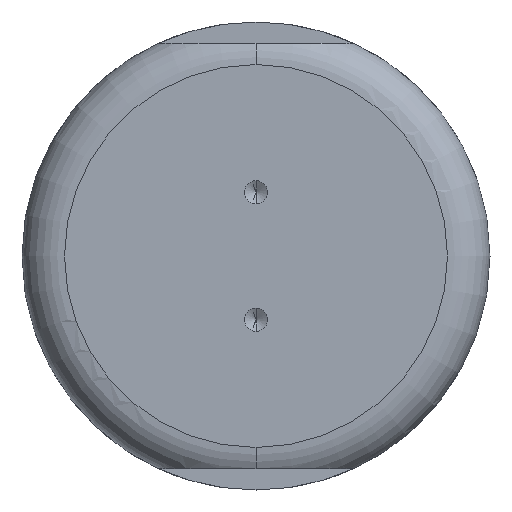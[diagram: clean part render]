
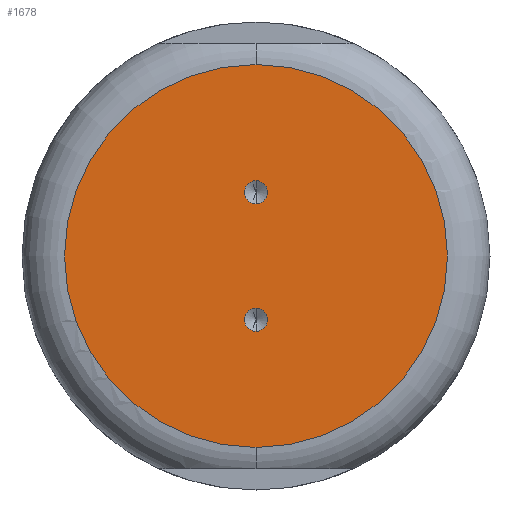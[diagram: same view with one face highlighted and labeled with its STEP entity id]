
A CAD part, front view. The second image highlights one B-rep face of the part: STEP entity #1678.
In plain terms, the highlighted planar face has unit normal (0, -1, 0).
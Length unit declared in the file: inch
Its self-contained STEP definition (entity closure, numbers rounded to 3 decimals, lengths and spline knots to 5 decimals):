
#7 = DIRECTION ( 'NONE',  ( 0., 0., -1. ) ) ;
#139 = CIRCLE ( 'NONE', #610, 1.125 ) ;
#140 = CARTESIAN_POINT ( 'NONE',  ( 0., 0., -0.307 ) ) ;
#239 = EDGE_CURVE ( 'NONE', #2400, #2287, #356, .T. ) ;
#295 = AXIS2_PLACEMENT_3D ( 'NONE', #2590, #1585, #7 ) ;
#314 = CARTESIAN_POINT ( 'NONE',  ( 0., 0., 1.125 ) ) ;
#322 = FACE_BOUND ( 'NONE', #1636, .T. ) ;
#329 = PLANE ( 'NONE',  #1731 ) ;
#333 = DIRECTION ( 'NONE',  ( 0., 0., -1. ) ) ;
#356 = CIRCLE ( 'NONE', #1512, 1.125 ) ;
#382 = EDGE_LOOP ( 'NONE', ( #723, #941 ) ) ;
#401 = DIRECTION ( 'NONE',  ( 0., 0., -1. ) ) ;
#422 = CARTESIAN_POINT ( 'NONE',  ( 0., 0., 0.375 ) ) ;
#459 = CARTESIAN_POINT ( 'NONE',  ( 0., 0., 0. ) ) ;
#527 = CARTESIAN_POINT ( 'NONE',  ( 0., 0., 0.443 ) ) ;
#563 = EDGE_CURVE ( 'NONE', #1350, #2363, #2583, .T. ) ;
#610 = AXIS2_PLACEMENT_3D ( 'NONE', #1769, #1549, #333 ) ;
#723 = ORIENTED_EDGE ( 'NONE', *, *, #563, .F. ) ;
#766 = AXIS2_PLACEMENT_3D ( 'NONE', #1783, #2002, #1804 ) ;
#941 = ORIENTED_EDGE ( 'NONE', *, *, #1398, .F. ) ;
#993 = CARTESIAN_POINT ( 'NONE',  ( 0., 0., -0.375 ) ) ;
#1105 = CARTESIAN_POINT ( 'NONE',  ( 0., 0., -0.443 ) ) ;
#1154 = DIRECTION ( 'NONE',  ( 0., 0., -1. ) ) ;
#1192 = DIRECTION ( 'NONE',  ( 0., -1., 0. ) ) ;
#1280 = VERTEX_POINT ( 'NONE', #527 ) ;
#1350 = VERTEX_POINT ( 'NONE', #1105 ) ;
#1398 = EDGE_CURVE ( 'NONE', #2363, #1350, #1692, .T. ) ;
#1512 = AXIS2_PLACEMENT_3D ( 'NONE', #459, #2065, #2264 ) ;
#1549 = DIRECTION ( 'NONE',  ( 0., -1., 0. ) ) ;
#1585 = DIRECTION ( 'NONE',  ( 0., -1., 0. ) ) ;
#1606 = ORIENTED_EDGE ( 'NONE', *, *, #1935, .F. ) ;
#1636 = EDGE_LOOP ( 'NONE', ( #2426, #1606 ) ) ;
#1678 = ADVANCED_FACE ( 'NONE', ( #322, #2291, #2224 ), #329, .T. ) ;
#1692 = CIRCLE ( 'NONE', #295, 0.068 ) ;
#1717 = VERTEX_POINT ( 'NONE', #1929 ) ;
#1731 = AXIS2_PLACEMENT_3D ( 'NONE', #2124, #2301, #2531 ) ;
#1769 = CARTESIAN_POINT ( 'NONE',  ( 0., 0., 0. ) ) ;
#1774 = EDGE_CURVE ( 'NONE', #2287, #2400, #139, .T. ) ;
#1783 = CARTESIAN_POINT ( 'NONE',  ( 0., 0., 0.375 ) ) ;
#1788 = CIRCLE ( 'NONE', #766, 0.068 ) ;
#1804 = DIRECTION ( 'NONE',  ( 0., 0., -1. ) ) ;
#1841 = AXIS2_PLACEMENT_3D ( 'NONE', #422, #1993, #401 ) ;
#1929 = CARTESIAN_POINT ( 'NONE',  ( 0., 0., 0.307 ) ) ;
#1935 = EDGE_CURVE ( 'NONE', #1280, #1717, #1788, .T. ) ;
#1993 = DIRECTION ( 'NONE',  ( 0., -1., 0. ) ) ;
#2002 = DIRECTION ( 'NONE',  ( 0., -1., 0. ) ) ;
#2017 = AXIS2_PLACEMENT_3D ( 'NONE', #993, #1192, #1154 ) ;
#2065 = DIRECTION ( 'NONE',  ( 0., -1., 0. ) ) ;
#2124 = CARTESIAN_POINT ( 'NONE',  ( 0., 0., 0. ) ) ;
#2224 = FACE_OUTER_BOUND ( 'NONE', #2350, .T. ) ;
#2262 = ORIENTED_EDGE ( 'NONE', *, *, #1774, .T. ) ;
#2264 = DIRECTION ( 'NONE',  ( 0., 0., -1. ) ) ;
#2275 = CARTESIAN_POINT ( 'NONE',  ( 0., 0., -1.125 ) ) ;
#2287 = VERTEX_POINT ( 'NONE', #2275 ) ;
#2291 = FACE_BOUND ( 'NONE', #382, .T. ) ;
#2301 = DIRECTION ( 'NONE',  ( 0., -1., 0. ) ) ;
#2350 = EDGE_LOOP ( 'NONE', ( #2262, #2460 ) ) ;
#2363 = VERTEX_POINT ( 'NONE', #140 ) ;
#2400 = VERTEX_POINT ( 'NONE', #314 ) ;
#2415 = CIRCLE ( 'NONE', #1841, 0.068 ) ;
#2426 = ORIENTED_EDGE ( 'NONE', *, *, #2568, .F. ) ;
#2460 = ORIENTED_EDGE ( 'NONE', *, *, #239, .T. ) ;
#2531 = DIRECTION ( 'NONE',  ( 0., 0., -1. ) ) ;
#2568 = EDGE_CURVE ( 'NONE', #1717, #1280, #2415, .T. ) ;
#2583 = CIRCLE ( 'NONE', #2017, 0.068 ) ;
#2590 = CARTESIAN_POINT ( 'NONE',  ( 0., 0., -0.375 ) ) ;
